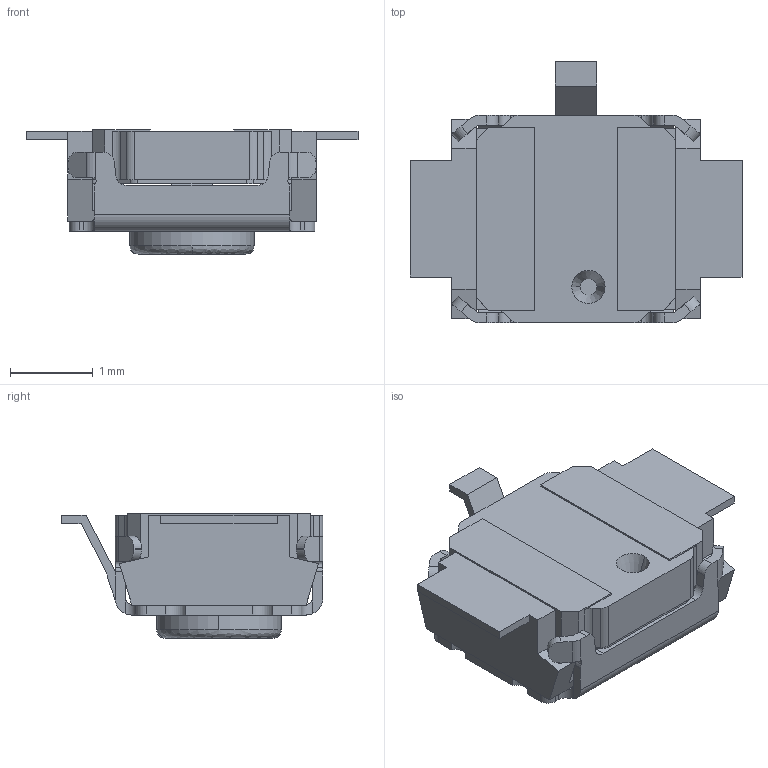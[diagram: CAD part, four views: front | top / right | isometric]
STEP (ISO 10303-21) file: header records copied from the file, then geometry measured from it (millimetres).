
FILE_DESCRIPTION (( 'STEP AP214' ), '1' );
FILE_NAME ('TL1017AABF160QG.STEP', '2024-03-14T23:57:01', ( '' ), ( '' ), 'SwSTEP 2.0', 'SolidWorks 2022', '' );
FILE_SCHEMA (( 'AUTOMOTIVE_DESIGN' ));
Length unit declared in the file: millimetre
Products named in the file (1): TL1017AABF160QG
Bounding box: 4 x 3.15 x 1.5 mm (x, y, z)
Volume: 7 mm3; surface area: 52.4 mm2
Topology: 2 solids, 2 shells, 229 faces, 661 edges, 432 vertices
Faces by surface type: plane 145, cylinder 76, bspline 4, cone 4
Entity records: 7686 total; most frequent: CARTESIAN_POINT 1503, ORIENTED_EDGE 1322, DIRECTION 1265, EDGE_CURVE 661, LINE 477, VECTOR 477, VERTEX_POINT 432, AXIS2_PLACEMENT_3D 394
